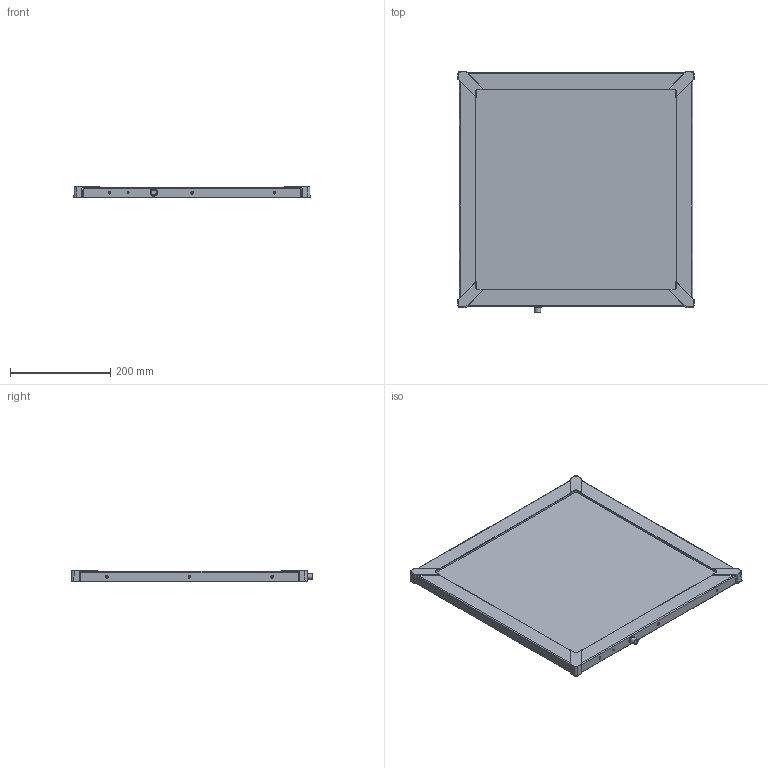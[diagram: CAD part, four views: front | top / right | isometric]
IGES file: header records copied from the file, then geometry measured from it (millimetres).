
Global section: file name: BEK-FL400; native system: Autodesk Inventor 2018; preprocessor: unknown; author: S. Sandt; organization: di-soric GmbH & Co. KG; date: 20180925.123338; units: millimetre
Bounding box: 472.13 x 482.31 x 22.5 mm (x, y, z)
Volume: 3861134.1 mm3; surface area: 483258.7 mm2
Topology: 1 solids, 1 shells, 198 faces, 520 edges, 327 vertices
Faces by surface type: bspline 198
